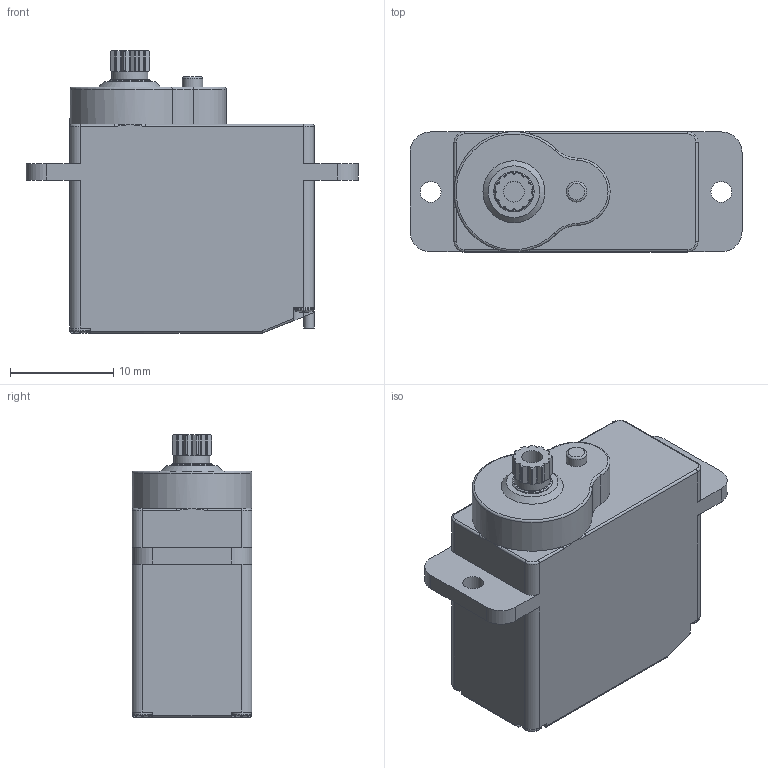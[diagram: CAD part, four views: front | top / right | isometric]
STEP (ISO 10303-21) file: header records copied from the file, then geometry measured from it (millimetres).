
FILE_DESCRIPTION(/* description */ (''),/* implementation_level */ '2;1');
FILE_NAME(/* name */ 'servo-emax-ii.step',/* time_stamp */ '2026-01-04T18:22:31+10:00',/* author */ (''),/* organization */ (''),/* preprocessor_version */ 'ST-DEVELOPER v20.1',/* originating_system */ 'Autodesk Translation Framework v14.21.0.0',/* authorisation */ '');
FILE_SCHEMA (('AUTOMOTIVE_DESIGN { 1 0 10303 214 3 1 1 }'));
Length unit declared in the file: millimetre
Products named in the file (2): Servo EMAX II; 96773A621_JIS Steel Pan Head Screws
Assembly tree (4 placements, depth 2):
  Servo EMAX II
    96773A621_JIS Steel Pan Head Screws  x4
Bounding box: 32.1 x 11.6 x 27.3 mm (x, y, z)
Volume: 6097.1 mm3; surface area: 2467.8 mm2
Topology: 9 solids, 9 shells, 373 faces, 990 edges, 640 vertices
Faces by surface type: plane 169, cylinder 123, cone 46, torus 17, bspline 14, sphere 4
Full cylindrical faces by diameter (mm): 1 x3, 1.145 x20, 1.6 x16, 1.9 x4, 2 x4, 3.5 x1, 3.9 x1
Entity records: 8605 total; most frequent: CARTESIAN_POINT 2560, DIRECTION 1270, ORIENTED_EDGE 1266, EDGE_CURVE 633, AXIS2_PLACEMENT_3D 488, VERTEX_POINT 406, LINE 294, VECTOR 294
